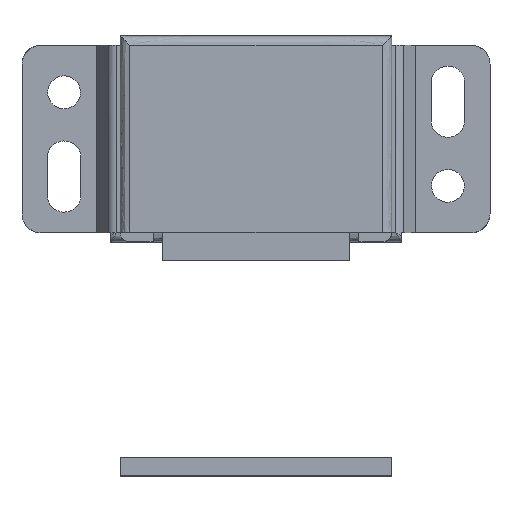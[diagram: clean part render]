
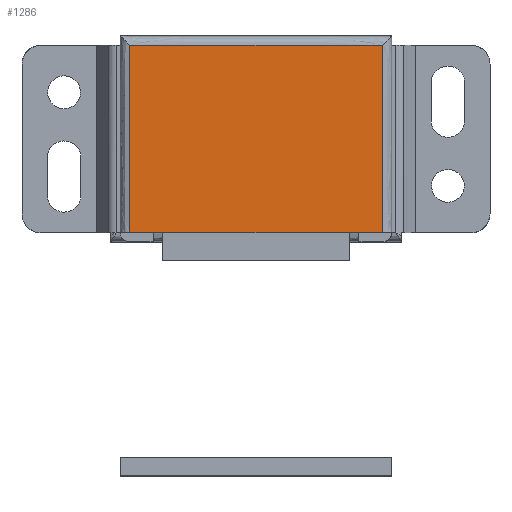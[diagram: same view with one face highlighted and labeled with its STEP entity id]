
A CAD part, top view. The second image highlights one B-rep face of the part: STEP entity #1286.
In plain terms, the highlighted free-form (B-spline) face has degree [1, 1] with [2, 2] control points.
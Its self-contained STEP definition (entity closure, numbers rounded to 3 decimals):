
#1251=CARTESIAN_POINT('',(-14.849,-21.999,13.0));
#1252=CARTESIAN_POINT('',(14.849,-21.999,13.0));
#1253=CARTESIAN_POINT('',(-14.849,-0.001,13.0));
#1254=CARTESIAN_POINT('',(14.849,-0.001,13.0));
#1255=B_SPLINE_SURFACE_WITH_KNOTS('',1,1,((#1251,#1253),(#1252,#1254)),.UNSPECIFIED.,.F.,.F.,.U.,(2,2),(2,2),(0.0,29.697),(0.0,21.998),.UNSPECIFIED.);
#1256=CARTESIAN_POINT('',(13.5,-1.0,13.0));
#1257=VERTEX_POINT('',#1256);
#1258=CARTESIAN_POINT('',(-13.5,-1.0,13.0));
#1259=VERTEX_POINT('',#1258);
#1260=CARTESIAN_POINT('',(13.5,-1.0,13.0));
#1261=CARTESIAN_POINT('',(-13.5,-1.0,13.0));
#1262=QUASI_UNIFORM_CURVE('',1,(#1260,#1261),.UNSPECIFIED.,.F.,.U.);
#1263=EDGE_CURVE('',#1257,#1259,#1262,.T.);
#1264=ORIENTED_EDGE('',*,*,#1263,.T.);
#1265=CARTESIAN_POINT('',(-13.5,-21.0,13.0));
#1266=VERTEX_POINT('',#1265);
#1267=CARTESIAN_POINT('',(-13.5,-1.0,13.0));
#1268=CARTESIAN_POINT('',(-13.5,-21.0,13.0));
#1269=QUASI_UNIFORM_CURVE('',1,(#1267,#1268),.UNSPECIFIED.,.F.,.U.);
#1270=EDGE_CURVE('',#1259,#1266,#1269,.T.);
#1271=ORIENTED_EDGE('',*,*,#1270,.T.);
#1272=CARTESIAN_POINT('',(13.5,-21.0,13.0));
#1273=VERTEX_POINT('',#1272);
#1274=CARTESIAN_POINT('',(-13.5,-21.0,13.0));
#1275=CARTESIAN_POINT('',(13.5,-21.0,13.0));
#1276=QUASI_UNIFORM_CURVE('',1,(#1274,#1275),.UNSPECIFIED.,.F.,.U.);
#1277=EDGE_CURVE('',#1266,#1273,#1276,.T.);
#1278=ORIENTED_EDGE('',*,*,#1277,.T.);
#1279=CARTESIAN_POINT('',(13.5,-21.0,13.0));
#1280=CARTESIAN_POINT('',(13.5,-1.0,13.0));
#1281=QUASI_UNIFORM_CURVE('',1,(#1279,#1280),.UNSPECIFIED.,.F.,.U.);
#1282=EDGE_CURVE('',#1273,#1257,#1281,.T.);
#1283=ORIENTED_EDGE('',*,*,#1282,.T.);
#1284=EDGE_LOOP('',(#1264,#1271,#1278,#1283));
#1285=FACE_OUTER_BOUND('',#1284,.T.);
#1286=ADVANCED_FACE('',(#1285),#1255,.T.);
